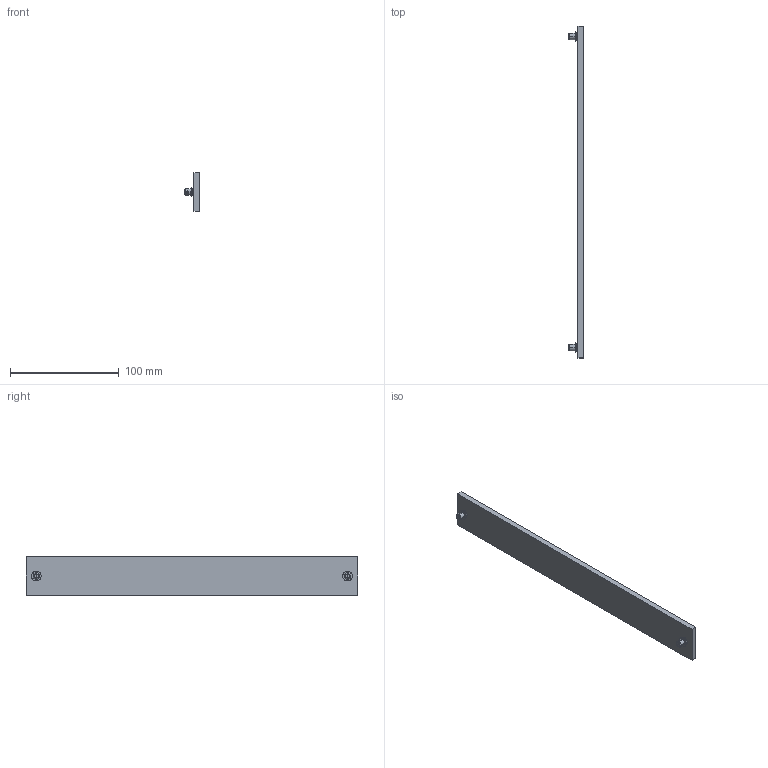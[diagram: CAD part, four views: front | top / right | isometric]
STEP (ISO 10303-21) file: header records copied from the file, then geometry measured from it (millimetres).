
FILE_DESCRIPTION((''),'2;1');
FILE_NAME('HAA-KETO-00-3_70-90_SRL_300_ASM','2021-04-16T',('marketing.praksa'),('Audax d.o.o.'),'CREO PARAMETRIC BY PTC INC, 2017480','CREO PARAMETRIC BY PTC INC, 2017480','');
FILE_SCHEMA(('AUTOMOTIVE_DESIGN { 1 0 10303 214 1 1 1 1 }'));
Products named in the file (6): PRT0134; PRT8785; HAUPTKOERPER_NICHT_BENUTZEN_1_1; HAUPTKOERPER_NICHT_BENUTZEN_2_1; 85847_SCHNAPPNIET_1_ASM; HAA-KETO-00-3_70-90_SRL_300_ASM
Assembly tree (6 placements, depth 3):
  HAA-KETO-00-3_70-90_SRL_300_ASM
    PRT0134
    PRT8785
    85847_SCHNAPPNIET_1_ASM  x2
      HAUPTKOERPER_NICHT_BENUTZEN_1_1
      HAUPTKOERPER_NICHT_BENUTZEN_2_1
Bounding box: 13.6 x 305.5 x 35 mm (x, y, z)
Volume: 53130.6 mm3; surface area: 27099.8 mm2
Topology: 8 solids, 8 shells, 215 faces, 600 edges, 402 vertices
Faces by surface type: plane 107, cylinder 68, torus 20, sphere 16, cone 4
Entity records: 8821 total; most frequent: CARTESIAN_POINT 1075, DIRECTION 1002, ORIENTED_EDGE 922, PRESENTATION_STYLE_ASSIGNMENT 635, STYLED_ITEM 635, CURVE_STYLE 461, EDGE_CURVE 461, AXIS2_PLACEMENT_3D 373
